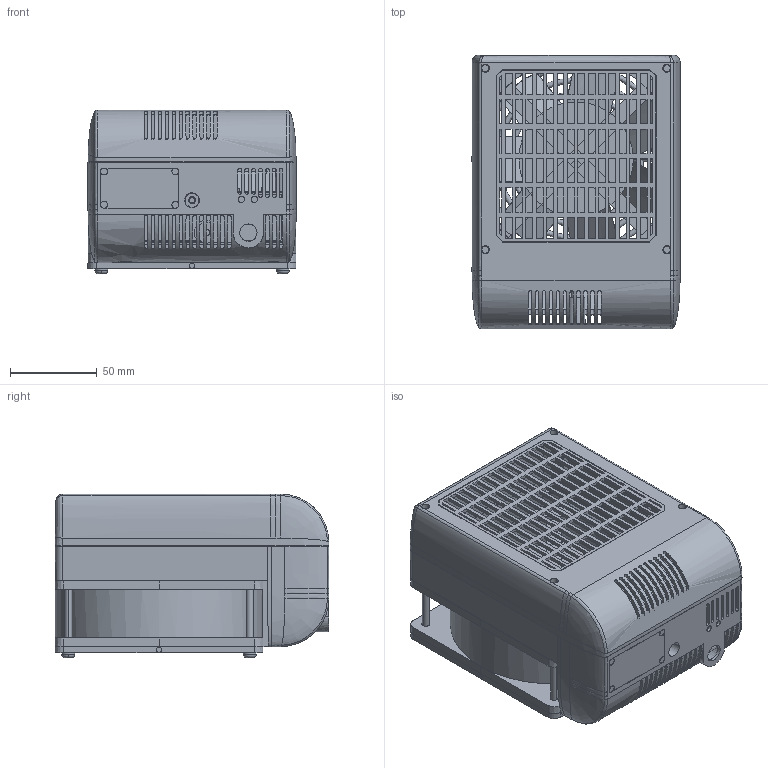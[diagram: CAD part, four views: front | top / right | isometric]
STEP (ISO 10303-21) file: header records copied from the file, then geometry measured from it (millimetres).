
FILE_DESCRIPTION(/* description */ (''),/* implementation_level */ '2;1');
FILE_NAME(/* name */ 'FPH1200-1500-2000',/* time_stamp */ '2014-05-30T15:50:00+02:00',/* author */ (''),/* organization */ (''),/* preprocessor_version */ 'ST-DEVELOPER v10',/* originating_system */ '',/* authorisation */ '');
FILE_SCHEMA (('CONFIG_CONTROL_DESIGN'));
Length unit declared in the file: millimetre
Products named in the file (1): 1
Bounding box: 120.42 x 158.03 x 94.5 mm (x, y, z)
Volume: 351959.3 mm3; surface area: 290950.9 mm2
Topology: 38 solids, 39 shells, 1499 faces, 4207 edges, 2772 vertices
Faces by surface type: plane 949, bspline 550
Entity records: 81163 total; most frequent: CARTESIAN_POINT 53930, ORIENTED_EDGE 8390, EDGE_CURVE 4203, B_SPLINE_CURVE_WITH_KNOTS 3492, VERTEX_POINT 2772, EDGE_LOOP 1835, ADVANCED_FACE 1499, FACE_OUTER_BOUND 1499
